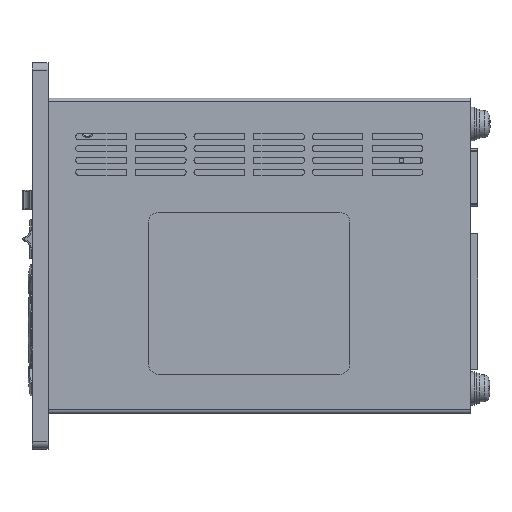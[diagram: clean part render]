
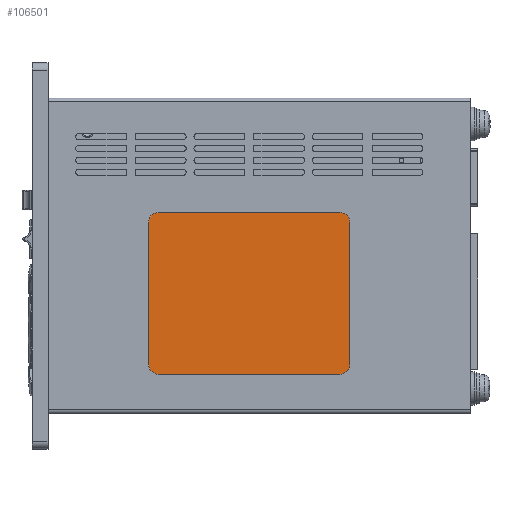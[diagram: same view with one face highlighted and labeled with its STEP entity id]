
A CAD part, top view. The second image highlights one B-rep face of the part: STEP entity #106501.
In plain terms, the highlighted planar face has unit normal (0, 0, 1).
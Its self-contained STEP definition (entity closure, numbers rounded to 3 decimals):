
#104927=CARTESIAN_POINT('',(78.,-38.0,-3.3));
#104928=VERTEX_POINT('',#104927);
#104935=CARTESIAN_POINT('',(80.5,-40.5,-3.3));
#104936=VERTEX_POINT('',#104935);
#104937=CARTESIAN_POINT('',(78.,-40.5,-3.3));
#104938=DIRECTION('',(0.0,0.0,-1.0));
#104939=DIRECTION('',(1.0,0.0,0.0));
#104940=AXIS2_PLACEMENT_3D('',#104937,#104938,#104939);
#104941=CIRCLE('',#104940,2.5);
#104942=EDGE_CURVE('',#104928,#104936,#104941,.T.);
#104960=CARTESIAN_POINT('',(80.5,-76.5,-3.3));
#104961=VERTEX_POINT('',#104960);
#104962=CARTESIAN_POINT('',(80.5,-40.5,-3.3));
#104963=DIRECTION('',(0.0,-1.0,0.0));
#104964=VECTOR('',#104963,36.);
#104965=LINE('',#104962,#104964);
#104966=EDGE_CURVE('',#104936,#104961,#104965,.T.);
#104984=CARTESIAN_POINT('',(78.,-79.,-3.3));
#104985=VERTEX_POINT('',#104984);
#104986=CARTESIAN_POINT('',(78.,-76.5,-3.3));
#104987=DIRECTION('',(0.0,0.0,-1.0));
#104988=DIRECTION('',(1.0,0.0,0.0));
#104989=AXIS2_PLACEMENT_3D('',#104986,#104987,#104988);
#104990=CIRCLE('',#104989,2.5);
#104991=EDGE_CURVE('',#104961,#104985,#104990,.T.);
#105009=CARTESIAN_POINT('',(32.,-79.,-3.3));
#105010=VERTEX_POINT('',#105009);
#105011=CARTESIAN_POINT('',(32.,-79.,-3.3));
#105012=DIRECTION('',(1.0,0.0,0.0));
#105013=VECTOR('',#105012,46.);
#105014=LINE('',#105011,#105013);
#105015=EDGE_CURVE('',#105010,#104985,#105014,.T.);
#105033=CARTESIAN_POINT('',(29.5,-76.5,-3.3));
#105034=VERTEX_POINT('',#105033);
#105035=CARTESIAN_POINT('',(32.,-76.5,-3.3));
#105036=DIRECTION('',(0.0,0.0,-1.0));
#105037=DIRECTION('',(1.0,0.0,0.0));
#105038=AXIS2_PLACEMENT_3D('',#105035,#105036,#105037);
#105039=CIRCLE('',#105038,2.5);
#105040=EDGE_CURVE('',#105010,#105034,#105039,.T.);
#105058=CARTESIAN_POINT('',(29.5,-40.5,-3.3));
#105059=VERTEX_POINT('',#105058);
#105060=CARTESIAN_POINT('',(29.5,-40.5,-3.3));
#105061=DIRECTION('',(0.0,-1.0,0.0));
#105062=VECTOR('',#105061,36.);
#105063=LINE('',#105060,#105062);
#105064=EDGE_CURVE('',#105059,#105034,#105063,.T.);
#105082=CARTESIAN_POINT('',(32.,-38.0,-3.3));
#105083=VERTEX_POINT('',#105082);
#105084=CARTESIAN_POINT('',(32.,-40.5,-3.3));
#105085=DIRECTION('',(0.0,0.0,-1.0));
#105086=DIRECTION('',(1.0,0.0,0.0));
#105087=AXIS2_PLACEMENT_3D('',#105084,#105085,#105086);
#105088=CIRCLE('',#105087,2.5);
#105089=EDGE_CURVE('',#105059,#105083,#105088,.T.);
#105107=CARTESIAN_POINT('',(32.,-38.0,-3.3));
#105108=DIRECTION('',(1.0,0.0,0.0));
#105109=VECTOR('',#105108,46.);
#105110=LINE('',#105107,#105109);
#105111=EDGE_CURVE('',#105083,#104928,#105110,.T.);
#106486=CARTESIAN_POINT('',(0.0,0.0,-3.3));
#106487=DIRECTION('',(0.0,0.0,1.0));
#106488=DIRECTION('',(1.0,0.0,0.0));
#106489=AXIS2_PLACEMENT_3D('',#106486,#106487,#106488);
#106490=PLANE('',#106489);
#106491=ORIENTED_EDGE('',*,*,#105089,.F.);
#106492=ORIENTED_EDGE('',*,*,#105064,.T.);
#106493=ORIENTED_EDGE('',*,*,#105040,.F.);
#106494=ORIENTED_EDGE('',*,*,#105015,.T.);
#106495=ORIENTED_EDGE('',*,*,#104991,.F.);
#106496=ORIENTED_EDGE('',*,*,#104966,.F.);
#106497=ORIENTED_EDGE('',*,*,#104942,.F.);
#106498=ORIENTED_EDGE('',*,*,#105111,.F.);
#106499=EDGE_LOOP('',(#106491,#106492,#106493,#106494,#106495,#106496,#106497,#106498));
#106500=FACE_OUTER_BOUND('',#106499,.T.);
#106501=ADVANCED_FACE('',(#106500),#106490,.T.);
